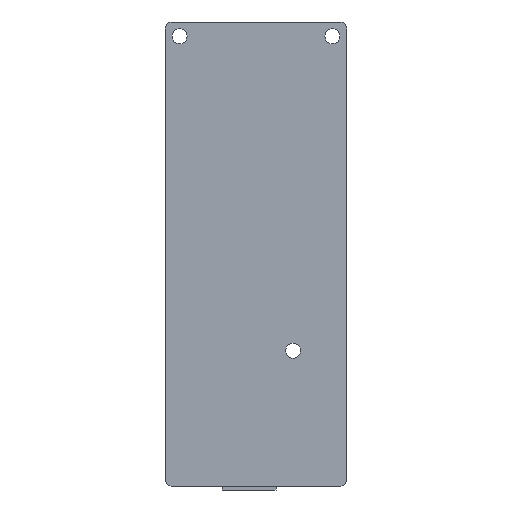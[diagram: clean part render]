
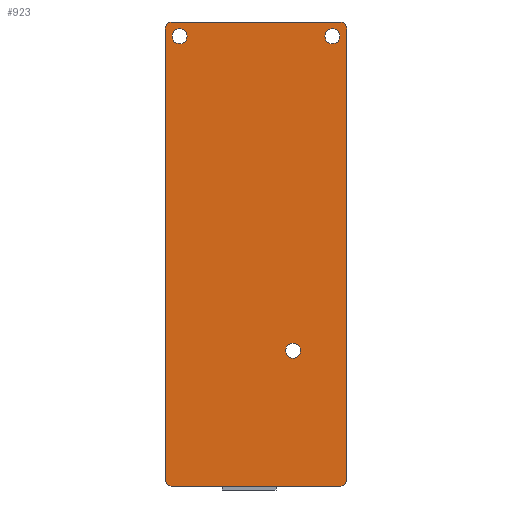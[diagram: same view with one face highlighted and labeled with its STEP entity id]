
A CAD part, front view. The second image highlights one B-rep face of the part: STEP entity #923.
In plain terms, the highlighted planar face has unit normal (0, -1, 0).
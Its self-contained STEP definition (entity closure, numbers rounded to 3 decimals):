
#28=FACE_BOUND('',#147,.T.);
#29=FACE_BOUND('',#148,.T.);
#30=FACE_BOUND('',#149,.T.);
#38=CIRCLE('',#983,1.05);
#39=CIRCLE('',#985,1.05);
#40=CIRCLE('',#987,1.05);
#41=CIRCLE('',#990,1.);
#42=CIRCLE('',#992,1.);
#43=CIRCLE('',#995,1.);
#44=CIRCLE('',#998,1.);
#92=FACE_OUTER_BOUND('',#146,.T.);
#146=EDGE_LOOP('',(#824,#825,#826,#827,#828,#829,#830,#831));
#147=EDGE_LOOP('',(#832));
#148=EDGE_LOOP('',(#833));
#149=EDGE_LOOP('',(#834));
#171=LINE('',#1285,#283);
#253=LINE('',#1472,#365);
#257=LINE('',#1483,#369);
#260=LINE('',#1491,#372);
#283=VECTOR('',#1039,10.);
#365=VECTOR('',#1207,10.);
#369=VECTOR('',#1221,10.);
#372=VECTOR('',#1230,10.);
#389=VERTEX_POINT('',#1282);
#390=VERTEX_POINT('',#1284);
#448=VERTEX_POINT('',#1458);
#449=VERTEX_POINT('',#1462);
#450=VERTEX_POINT('',#1466);
#451=VERTEX_POINT('',#1470);
#452=VERTEX_POINT('',#1471);
#453=VERTEX_POINT('',#1478);
#454=VERTEX_POINT('',#1482);
#455=VERTEX_POINT('',#1486);
#456=VERTEX_POINT('',#1490);
#478=EDGE_CURVE('',#389,#390,#171,.T.);
#565=EDGE_CURVE('',#448,#448,#38,.T.);
#567=EDGE_CURVE('',#449,#449,#39,.T.);
#569=EDGE_CURVE('',#450,#450,#40,.T.);
#570=EDGE_CURVE('',#451,#452,#253,.T.);
#573=EDGE_CURVE('',#390,#451,#41,.T.);
#574=EDGE_CURVE('',#453,#389,#42,.T.);
#576=EDGE_CURVE('',#454,#453,#257,.T.);
#578=EDGE_CURVE('',#455,#454,#43,.T.);
#580=EDGE_CURVE('',#456,#455,#260,.T.);
#582=EDGE_CURVE('',#452,#456,#44,.T.);
#824=ORIENTED_EDGE('',*,*,#582,.F.);
#825=ORIENTED_EDGE('',*,*,#570,.F.);
#826=ORIENTED_EDGE('',*,*,#573,.F.);
#827=ORIENTED_EDGE('',*,*,#478,.F.);
#828=ORIENTED_EDGE('',*,*,#574,.F.);
#829=ORIENTED_EDGE('',*,*,#576,.F.);
#830=ORIENTED_EDGE('',*,*,#578,.F.);
#831=ORIENTED_EDGE('',*,*,#580,.F.);
#832=ORIENTED_EDGE('',*,*,#569,.F.);
#833=ORIENTED_EDGE('',*,*,#567,.F.);
#834=ORIENTED_EDGE('',*,*,#565,.F.);
#875=PLANE('',#999);
#923=ADVANCED_FACE('',(#92,#28,#29,#30),#875,.F.);
#983=AXIS2_PLACEMENT_3D('',#1460,#1193,#1194);
#985=AXIS2_PLACEMENT_3D('',#1464,#1198,#1199);
#987=AXIS2_PLACEMENT_3D('',#1468,#1203,#1204);
#990=AXIS2_PLACEMENT_3D('',#1476,#1212,#1213);
#992=AXIS2_PLACEMENT_3D('',#1479,#1216,#1217);
#995=AXIS2_PLACEMENT_3D('',#1487,#1225,#1226);
#998=AXIS2_PLACEMENT_3D('',#1494,#1234,#1235);
#999=AXIS2_PLACEMENT_3D('',#1495,#1236,#1237);
#1039=DIRECTION('',(-1.,0.,0.));
#1193=DIRECTION('center_axis',(0.,-1.,0.));
#1194=DIRECTION('ref_axis',(1.,0.,0.));
#1198=DIRECTION('center_axis',(0.,-1.,0.));
#1199=DIRECTION('ref_axis',(1.,0.,0.));
#1203=DIRECTION('center_axis',(0.,-1.,0.));
#1204=DIRECTION('ref_axis',(1.,0.,0.));
#1207=DIRECTION('',(0.,0.,1.));
#1212=DIRECTION('center_axis',(0.,1.,0.));
#1213=DIRECTION('ref_axis',(0.,0.,-1.));
#1216=DIRECTION('center_axis',(0.,1.,0.));
#1217=DIRECTION('ref_axis',(1.,0.,0.));
#1221=DIRECTION('',(0.,0.,-1.));
#1225=DIRECTION('center_axis',(0.,1.,0.));
#1226=DIRECTION('ref_axis',(0.,0.,1.));
#1230=DIRECTION('',(1.,0.,0.));
#1234=DIRECTION('center_axis',(0.,1.,0.));
#1235=DIRECTION('ref_axis',(-1.,0.,0.));
#1236=DIRECTION('center_axis',(0.,1.,0.));
#1237=DIRECTION('ref_axis',(1.,0.,0.));
#1282=CARTESIAN_POINT('',(11.7,0.,-32.5));
#1284=CARTESIAN_POINT('',(-11.7,0.,-32.5));
#1285=CARTESIAN_POINT('',(11.7,0.,-32.5));
#1458=CARTESIAN_POINT('',(9.65,0.,30.5));
#1460=CARTESIAN_POINT('Origin',(10.7,0.,30.5));
#1462=CARTESIAN_POINT('',(4.15,0.,-13.5));
#1464=CARTESIAN_POINT('Origin',(5.2,0.,-13.5));
#1466=CARTESIAN_POINT('',(-11.75,0.,30.5));
#1468=CARTESIAN_POINT('Origin',(-10.7,0.,30.5));
#1470=CARTESIAN_POINT('',(-12.7,0.,-31.5));
#1471=CARTESIAN_POINT('',(-12.7,0.,31.5));
#1472=CARTESIAN_POINT('',(-12.7,0.,-31.5));
#1476=CARTESIAN_POINT('Origin',(-11.7,0.,-31.5));
#1478=CARTESIAN_POINT('',(12.7,0.,-31.5));
#1479=CARTESIAN_POINT('Origin',(11.7,0.,-31.5));
#1482=CARTESIAN_POINT('',(12.7,0.,31.5));
#1483=CARTESIAN_POINT('',(12.7,0.,31.5));
#1486=CARTESIAN_POINT('',(11.7,0.,32.5));
#1487=CARTESIAN_POINT('Origin',(11.7,0.,31.5));
#1490=CARTESIAN_POINT('',(-11.7,0.,32.5));
#1491=CARTESIAN_POINT('',(-11.7,0.,32.5));
#1494=CARTESIAN_POINT('Origin',(-11.7,0.,31.5));
#1495=CARTESIAN_POINT('Origin',(0.,0.,0.));
